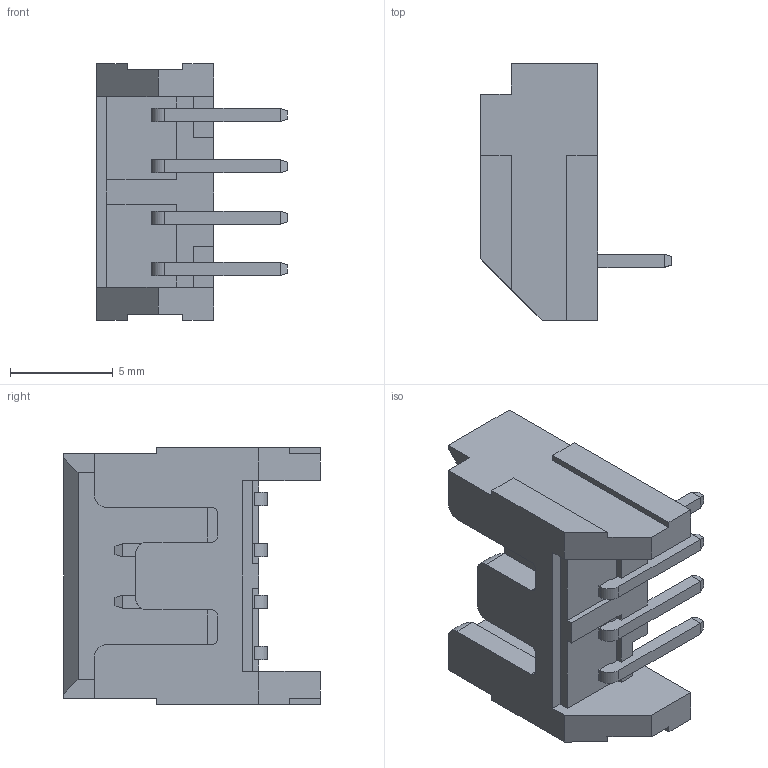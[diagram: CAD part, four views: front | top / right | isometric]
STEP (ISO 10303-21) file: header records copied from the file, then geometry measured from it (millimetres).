
FILE_DESCRIPTION(('CoCreate Modeling STEP Export'),'2;1');
FILE_NAME('DF1B-4P-2.5DS_0317.stp','2011-03-17T11:40:31',(''),(''),'CoCreate Modeling STEP processor for AP214 (Solid Model)','CoCreate Modeling 17.0 01-Apr-2010 (C) Parametric Technology GmbH','');
FILE_SCHEMA(('AUTOMOTIVE_DESIGN { 1 0 10303 214 1 1 1 1 }'));
Length unit declared in the file: millimetre
Products named in the file (1): DF1B-4P-2.5DS
Bounding box: 9.3 x 12.5 x 12.5 mm (x, y, z)
Volume: 376.3 mm3; surface area: 785.7 mm2
Topology: 1 solids, 1 shells, 168 faces, 462 edges, 292 vertices
Faces by surface type: plane 152, cylinder 16
Entity records: 5480 total; most frequent: CARTESIAN_POINT 1175, ORIENTED_EDGE 924, DIRECTION 824, EDGE_CURVE 462, VECTOR 430, LINE 430, VERTEX_POINT 292, AXIS2_PLACEMENT_3D 197
